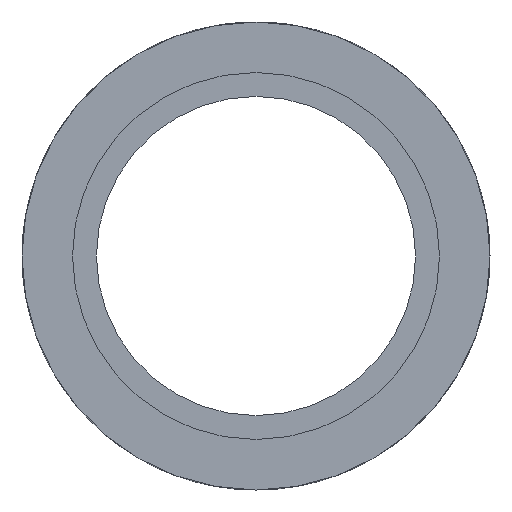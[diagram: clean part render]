
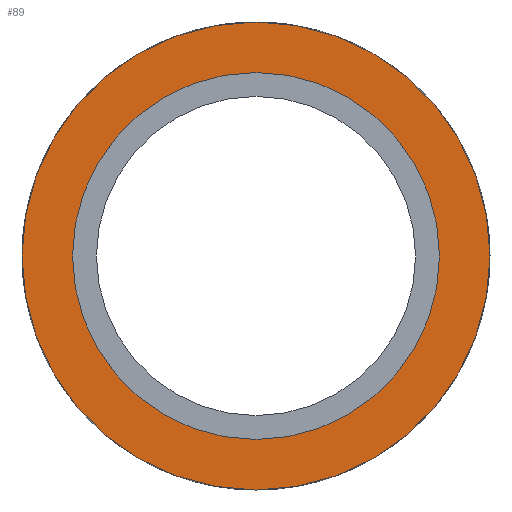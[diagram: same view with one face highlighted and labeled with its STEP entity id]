
A CAD part, left-side view. The second image highlights one B-rep face of the part: STEP entity #89.
In plain terms, the highlighted planar face has unit normal (-1, 0, 0).
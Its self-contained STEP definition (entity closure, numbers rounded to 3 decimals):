
#89 = ADVANCED_FACE( '', ( #227, #228 ), #229, .F. );
#227 = FACE_OUTER_BOUND( '', #462, .T. );
#228 = FACE_BOUND( '', #463, .T. );
#229 = PLANE( '', #464 );
#462 = EDGE_LOOP( '', ( #819 ) );
#463 = EDGE_LOOP( '', ( #820 ) );
#464 = AXIS2_PLACEMENT_3D( '', #821, #822, #823 );
#819 = ORIENTED_EDGE( '', *, *, #1484, .F. );
#820 = ORIENTED_EDGE( '', *, *, #1485, .T. );
#821 = CARTESIAN_POINT( '', ( -45.75, 0., 0. ) );
#822 = DIRECTION( '', ( 1., 0., 0. ) );
#823 = DIRECTION( '', ( 0., 0., -1. ) );
#1484 = EDGE_CURVE( '', #1801, #1801, #1802, .T. );
#1485 = EDGE_CURVE( '', #1803, #1803, #1804, .T. );
#1801 = VERTEX_POINT( '', #2204 );
#1802 = CIRCLE( '', #2205, 22. );
#1803 = VERTEX_POINT( '', #2206 );
#1804 = CIRCLE( '', #2207, 17.25 );
#2204 = CARTESIAN_POINT( '', ( -45.75, 0., -22. ) );
#2205 = AXIS2_PLACEMENT_3D( '', #2648, #2649, #2650 );
#2206 = CARTESIAN_POINT( '', ( -45.75, 0., -17.25 ) );
#2207 = AXIS2_PLACEMENT_3D( '', #2651, #2652, #2653 );
#2648 = CARTESIAN_POINT( '', ( -45.75, 0., 0. ) );
#2649 = DIRECTION( '', ( 1., 0., 0. ) );
#2650 = DIRECTION( '', ( 0., 0., -1. ) );
#2651 = CARTESIAN_POINT( '', ( -45.75, 0., 0. ) );
#2652 = DIRECTION( '', ( 1., 0., 0. ) );
#2653 = DIRECTION( '', ( 0., 0., -1. ) );
